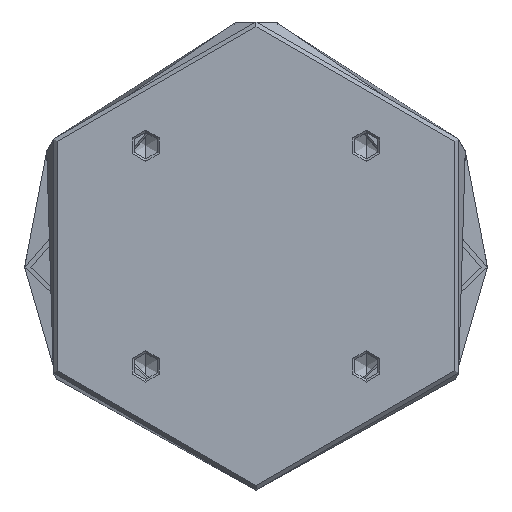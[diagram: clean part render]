
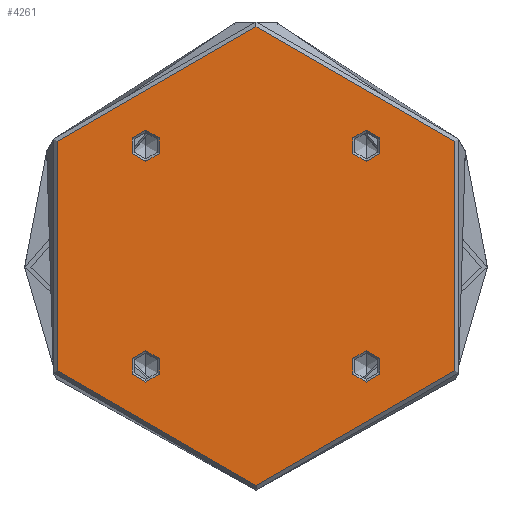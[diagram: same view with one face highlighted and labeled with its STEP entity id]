
A CAD part, front view. The second image highlights one B-rep face of the part: STEP entity #4261.
In plain terms, the highlighted face is planar.
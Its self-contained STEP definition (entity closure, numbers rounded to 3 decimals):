
#74 = ORIENTED_EDGE ( 'NONE', *, *, #3894, .F. ) ;
#188 = DIRECTION ( 'NONE',  ( 1., 0., 0. ) ) ;
#212 = VERTEX_POINT ( 'NONE', #5385 ) ;
#225 = CARTESIAN_POINT ( 'NONE',  ( -35.355, 35.355, 0. ) ) ;
#300 = PLANE ( 'NONE',  #1886 ) ;
#325 = EDGE_CURVE ( 'NONE', #4645, #737, #2593, .T. ) ;
#422 = EDGE_CURVE ( 'NONE', #493, #1273, #802, .T. ) ;
#493 = VERTEX_POINT ( 'NONE', #4594 ) ;
#506 = DIRECTION ( 'NONE',  ( 1., 0., 0. ) ) ;
#549 = EDGE_LOOP ( 'NONE', ( #1508, #5228 ) ) ;
#716 = CARTESIAN_POINT ( 'NONE',  ( 0., 0., 0. ) ) ;
#737 = VERTEX_POINT ( 'NONE', #4000 ) ;
#755 = CARTESIAN_POINT ( 'NONE',  ( 0., 0., 0. ) ) ;
#766 = DIRECTION ( 'NONE',  ( 1., 0., 0. ) ) ;
#802 = CIRCLE ( 'NONE', #2739, 5.025 ) ;
#837 = ORIENTED_EDGE ( 'NONE', *, *, #2773, .F. ) ;
#840 = CARTESIAN_POINT ( 'NONE',  ( 0., 0., 0. ) ) ;
#886 = FACE_BOUND ( 'NONE', #2592, .T. ) ;
#971 = ORIENTED_EDGE ( 'NONE', *, *, #2785, .F. ) ;
#1044 = FACE_BOUND ( 'NONE', #4289, .T. ) ;
#1051 = VERTEX_POINT ( 'NONE', #6649 ) ;
#1264 = DIRECTION ( 'NONE',  ( 1., 0., 0. ) ) ;
#1273 = VERTEX_POINT ( 'NONE', #3372 ) ;
#1298 = DIRECTION ( 'NONE',  ( 1., 0., 0. ) ) ;
#1461 = VERTEX_POINT ( 'NONE', #1703 ) ;
#1508 = ORIENTED_EDGE ( 'NONE', *, *, #4842, .T. ) ;
#1703 = CARTESIAN_POINT ( 'NONE',  ( -40.38, 35.355, 0. ) ) ;
#1785 = AXIS2_PLACEMENT_3D ( 'NONE', #1801, #5569, #2334 ) ;
#1801 = CARTESIAN_POINT ( 'NONE',  ( 35.355, -35.355, 0. ) ) ;
#1840 = ORIENTED_EDGE ( 'NONE', *, *, #6567, .F. ) ;
#1886 = AXIS2_PLACEMENT_3D ( 'NONE', #840, #3004, #4666 ) ;
#1929 = CIRCLE ( 'NONE', #5570, 73.5 ) ;
#1972 = EDGE_CURVE ( 'NONE', #1461, #6164, #2287, .T. ) ;
#2169 = AXIS2_PLACEMENT_3D ( 'NONE', #6658, #3452, #188 ) ;
#2244 = CIRCLE ( 'NONE', #1785, 5.025 ) ;
#2287 = CIRCLE ( 'NONE', #3917, 5.025 ) ;
#2298 = CARTESIAN_POINT ( 'NONE',  ( 30.33, 35.355, 0. ) ) ;
#2334 = DIRECTION ( 'NONE',  ( 1., 0., 0. ) ) ;
#2431 = EDGE_LOOP ( 'NONE', ( #1840, #971 ) ) ;
#2592 = EDGE_LOOP ( 'NONE', ( #4078, #837 ) ) ;
#2593 = CIRCLE ( 'NONE', #2888, 5.025 ) ;
#2630 = AXIS2_PLACEMENT_3D ( 'NONE', #225, #4030, #766 ) ;
#2645 = DIRECTION ( 'NONE',  ( 0., 0., 1. ) ) ;
#2735 = CIRCLE ( 'NONE', #2630, 5.025 ) ;
#2739 = AXIS2_PLACEMENT_3D ( 'NONE', #3834, #5290, #5596 ) ;
#2773 = EDGE_CURVE ( 'NONE', #737, #4645, #3063, .T. ) ;
#2785 = EDGE_CURVE ( 'NONE', #6117, #212, #6263, .T. ) ;
#2797 = AXIS2_PLACEMENT_3D ( 'NONE', #716, #4529, #1264 ) ;
#2811 = CIRCLE ( 'NONE', #2169, 5.025 ) ;
#2888 = AXIS2_PLACEMENT_3D ( 'NONE', #6948, #6886, #6083 ) ;
#2965 = ORIENTED_EDGE ( 'NONE', *, *, #1972, .F. ) ;
#3004 = DIRECTION ( 'NONE',  ( 0., 0., -1. ) ) ;
#3063 = CIRCLE ( 'NONE', #5828, 5.025 ) ;
#3372 = CARTESIAN_POINT ( 'NONE',  ( 30.33, -35.355, 0. ) ) ;
#3452 = DIRECTION ( 'NONE',  ( 0., 0., 1. ) ) ;
#3488 = ORIENTED_EDGE ( 'NONE', *, *, #422, .F. ) ;
#3620 = FACE_OUTER_BOUND ( 'NONE', #549, .T. ) ;
#3768 = DIRECTION ( 'NONE',  ( 0., 0., 1. ) ) ;
#3834 = CARTESIAN_POINT ( 'NONE',  ( 35.355, -35.355, 0. ) ) ;
#3894 = EDGE_CURVE ( 'NONE', #1273, #493, #2244, .T. ) ;
#3917 = AXIS2_PLACEMENT_3D ( 'NONE', #5591, #5834, #6262 ) ;
#4000 = CARTESIAN_POINT ( 'NONE',  ( -40.38, -35.355, 0. ) ) ;
#4030 = DIRECTION ( 'NONE',  ( 0., 0., 1. ) ) ;
#4078 = ORIENTED_EDGE ( 'NONE', *, *, #325, .F. ) ;
#4170 = ORIENTED_EDGE ( 'NONE', *, *, #6160, .F. ) ;
#4208 = VERTEX_POINT ( 'NONE', #4584 ) ;
#4261 = ADVANCED_FACE ( 'NONE', ( #6629, #886, #1044, #6468, #3620 ), #300, .F. ) ;
#4289 = EDGE_LOOP ( 'NONE', ( #3488, #74 ) ) ;
#4510 = CARTESIAN_POINT ( 'NONE',  ( -30.33, -35.355, 0. ) ) ;
#4529 = DIRECTION ( 'NONE',  ( 0., 0., 1. ) ) ;
#4570 = DIRECTION ( 'NONE',  ( 0., 0., 1. ) ) ;
#4584 = CARTESIAN_POINT ( 'NONE',  ( -73.5, 0., 0. ) ) ;
#4594 = CARTESIAN_POINT ( 'NONE',  ( 40.38, -35.355, 0. ) ) ;
#4645 = VERTEX_POINT ( 'NONE', #4510 ) ;
#4666 = DIRECTION ( 'NONE',  ( -1., 0., 0. ) ) ;
#4842 = EDGE_CURVE ( 'NONE', #4208, #1051, #1929, .T. ) ;
#5228 = ORIENTED_EDGE ( 'NONE', *, *, #6142, .T. ) ;
#5290 = DIRECTION ( 'NONE',  ( 0., 0., 1. ) ) ;
#5385 = CARTESIAN_POINT ( 'NONE',  ( 40.38, 35.355, 0. ) ) ;
#5448 = CIRCLE ( 'NONE', #2797, 73.5 ) ;
#5466 = AXIS2_PLACEMENT_3D ( 'NONE', #6985, #3768, #506 ) ;
#5569 = DIRECTION ( 'NONE',  ( 0., 0., 1. ) ) ;
#5570 = AXIS2_PLACEMENT_3D ( 'NONE', #755, #4570, #1298 ) ;
#5591 = CARTESIAN_POINT ( 'NONE',  ( -35.355, 35.355, 0. ) ) ;
#5596 = DIRECTION ( 'NONE',  ( 1., 0., 0. ) ) ;
#5828 = AXIS2_PLACEMENT_3D ( 'NONE', #5874, #2645, #6429 ) ;
#5834 = DIRECTION ( 'NONE',  ( 0., 0., 1. ) ) ;
#5874 = CARTESIAN_POINT ( 'NONE',  ( -35.355, -35.355, 0. ) ) ;
#6083 = DIRECTION ( 'NONE',  ( 1., 0., 0. ) ) ;
#6117 = VERTEX_POINT ( 'NONE', #2298 ) ;
#6142 = EDGE_CURVE ( 'NONE', #1051, #4208, #5448, .T. ) ;
#6153 = CARTESIAN_POINT ( 'NONE',  ( -30.33, 35.355, 0. ) ) ;
#6160 = EDGE_CURVE ( 'NONE', #6164, #1461, #2735, .T. ) ;
#6164 = VERTEX_POINT ( 'NONE', #6153 ) ;
#6262 = DIRECTION ( 'NONE',  ( 1., 0., 0. ) ) ;
#6263 = CIRCLE ( 'NONE', #5466, 5.025 ) ;
#6429 = DIRECTION ( 'NONE',  ( 1., 0., 0. ) ) ;
#6468 = FACE_BOUND ( 'NONE', #2431, .T. ) ;
#6567 = EDGE_CURVE ( 'NONE', #212, #6117, #2811, .T. ) ;
#6600 = EDGE_LOOP ( 'NONE', ( #4170, #2965 ) ) ;
#6629 = FACE_BOUND ( 'NONE', #6600, .T. ) ;
#6649 = CARTESIAN_POINT ( 'NONE',  ( 73.5, 0., 0. ) ) ;
#6658 = CARTESIAN_POINT ( 'NONE',  ( 35.355, 35.355, 0. ) ) ;
#6886 = DIRECTION ( 'NONE',  ( 0., 0., 1. ) ) ;
#6948 = CARTESIAN_POINT ( 'NONE',  ( -35.355, -35.355, 0. ) ) ;
#6985 = CARTESIAN_POINT ( 'NONE',  ( 35.355, 35.355, 0. ) ) ;
